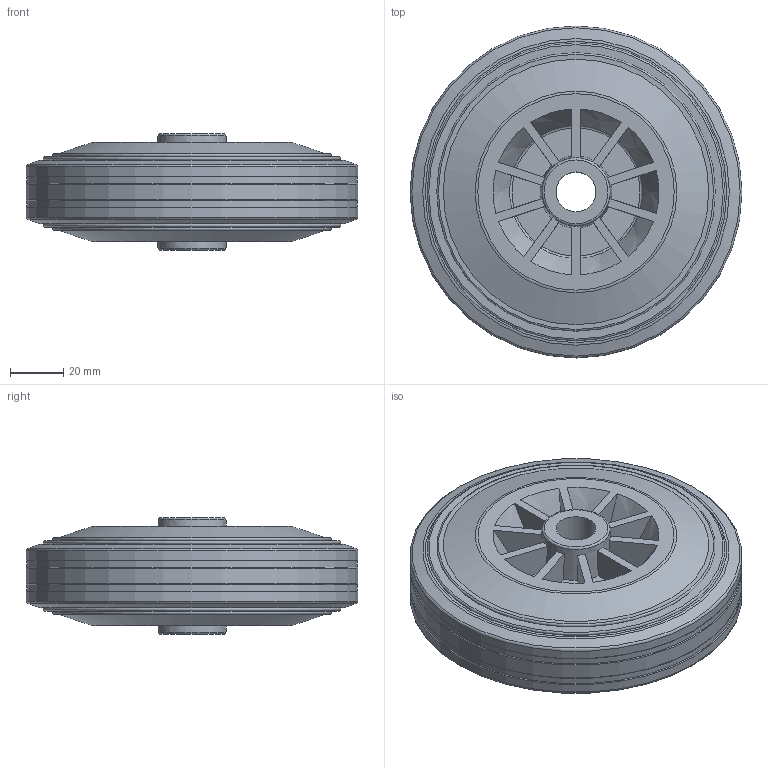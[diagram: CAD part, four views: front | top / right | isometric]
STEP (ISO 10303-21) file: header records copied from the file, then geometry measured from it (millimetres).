
FILE_DESCRIPTION(/* description */ (''),/* implementation_level */ '2;1');
FILE_NAME(/* name */ 'Llanta_125-15_ipt_e4bac8f7.STEP',/* time_stamp */ '2021-02-07T23:08:49-06:00',/* author */ ('TraceParts'),/* organization */ ('TraceParts S.A.'),/* preprocessor_version */ 'ST-DEVELOPER v18.1',/* originating_system */ 'Autodesk Inventor 2021',/* authorisation */ '');
FILE_SCHEMA (('AUTOMOTIVE_DESIGN { 1 0 10303 214 3 1 1 }'));
Length unit declared in the file: millimetre
Products named in the file (1): 449512
Bounding box: 125 x 125 x 44 mm (x, y, z)
Volume: 349745.1 mm3; surface area: 47699.8 mm2
Topology: 1 solids, 1 shells, 138 faces, 401 edges, 273 vertices
Faces by surface type: plane 70, torus 36, cone 26, cylinder 6
Full cylindrical faces by diameter (mm): 15 x1, 124.4 x2, 125 x3
Entity records: 5118 total; most frequent: CARTESIAN_POINT 1309, ORIENTED_EDGE 802, DIRECTION 748, EDGE_CURVE 401, AXIS2_PLACEMENT_3D 328, VERTEX_POINT 273, CIRCLE 189, EDGE_LOOP 148
